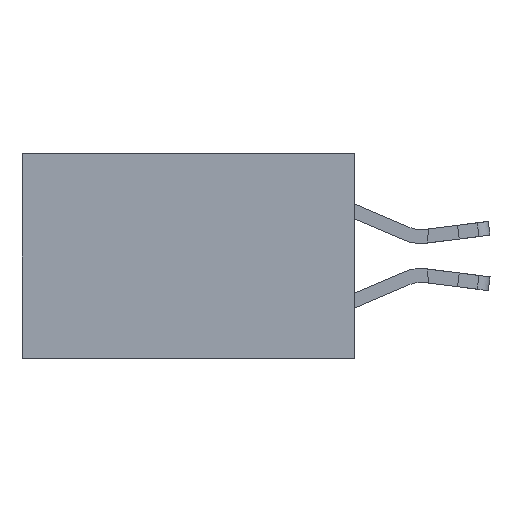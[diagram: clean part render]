
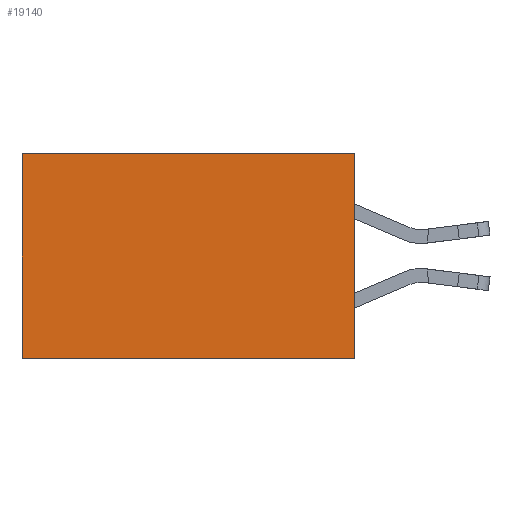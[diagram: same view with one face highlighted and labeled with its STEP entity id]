
A CAD part, left-side view. The second image highlights one B-rep face of the part: STEP entity #19140.
In plain terms, the highlighted planar face has unit normal (-1, 0, 0).
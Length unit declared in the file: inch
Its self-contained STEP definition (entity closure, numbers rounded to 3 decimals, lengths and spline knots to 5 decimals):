
#333 = CARTESIAN_POINT ( 'NONE',  ( 0.2615, 0., -0.37 ) ) ;
#856 = EDGE_CURVE ( 'NONE', #4189, #14210, #14283, .T. ) ;
#1505 = DIRECTION ( 'NONE',  ( 0., 1., 0. ) ) ;
#1836 = ORIENTED_EDGE ( 'NONE', *, *, #2557, .T. ) ;
#2042 = PLANE ( 'NONE',  #17781 ) ;
#2225 = CARTESIAN_POINT ( 'NONE',  ( 0.2615, 0., -0.37 ) ) ;
#2521 = VECTOR ( 'NONE', #21099, 39.37008 ) ;
#2557 = EDGE_CURVE ( 'NONE', #11343, #16311, #7359, .T. ) ;
#2812 = VECTOR ( 'NONE', #20870, 39.37008 ) ;
#3416 = EDGE_CURVE ( 'NONE', #4189, #11343, #10991, .T. ) ;
#3765 = DIRECTION ( 'NONE',  ( 0., 0., -1. ) ) ;
#3771 = DIRECTION ( 'NONE',  ( 1., 0., 0. ) ) ;
#4189 = VERTEX_POINT ( 'NONE', #10250 ) ;
#5792 = ORIENTED_EDGE ( 'NONE', *, *, #856, .F. ) ;
#6124 = VECTOR ( 'NONE', #1505, 39.37008 ) ;
#6583 = EDGE_CURVE ( 'NONE', #14210, #16311, #11656, .T. ) ;
#7359 = LINE ( 'NONE', #10826, #2812 ) ;
#9479 = ORIENTED_EDGE ( 'NONE', *, *, #6583, .F. ) ;
#9520 = EDGE_LOOP ( 'NONE', ( #1836, #9479, #5792, #15300 ) ) ;
#9724 = VECTOR ( 'NONE', #3765, 39.37008 ) ;
#10250 = CARTESIAN_POINT ( 'NONE',  ( 0.2615, 0., 0. ) ) ;
#10826 = CARTESIAN_POINT ( 'NONE',  ( 0.2615, 0.6, -0.37 ) ) ;
#10991 = LINE ( 'NONE', #20701, #2521 ) ;
#11343 = VERTEX_POINT ( 'NONE', #13044 ) ;
#11458 = CARTESIAN_POINT ( 'NONE',  ( 0.2615, 0., -0.37 ) ) ;
#11656 = LINE ( 'NONE', #16780, #6124 ) ;
#13044 = CARTESIAN_POINT ( 'NONE',  ( 0.2615, 0.6, 0. ) ) ;
#14111 = CARTESIAN_POINT ( 'NONE',  ( 0.2615, 0.6, -0.37 ) ) ;
#14210 = VERTEX_POINT ( 'NONE', #11458 ) ;
#14283 = LINE ( 'NONE', #2225, #9724 ) ;
#15300 = ORIENTED_EDGE ( 'NONE', *, *, #3416, .T. ) ;
#15673 = DIRECTION ( 'NONE',  ( 0., 0., -1. ) ) ;
#16311 = VERTEX_POINT ( 'NONE', #14111 ) ;
#16780 = CARTESIAN_POINT ( 'NONE',  ( 0.2615, 0., -0.37 ) ) ;
#17781 = AXIS2_PLACEMENT_3D ( 'NONE', #333, #3771, #15673 ) ;
#19140 = ADVANCED_FACE ( 'NONE', ( #19580 ), #2042, .F. ) ;
#19580 = FACE_OUTER_BOUND ( 'NONE', #9520, .T. ) ;
#20701 = CARTESIAN_POINT ( 'NONE',  ( 0.2615, 0., 0. ) ) ;
#20870 = DIRECTION ( 'NONE',  ( 0., 0., -1. ) ) ;
#21099 = DIRECTION ( 'NONE',  ( 0., 1., 0. ) ) ;
